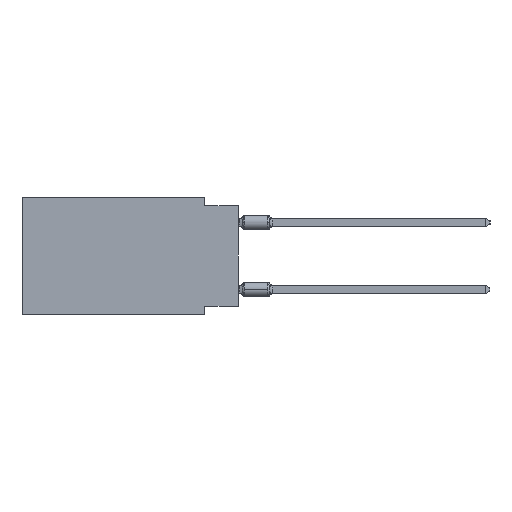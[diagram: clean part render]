
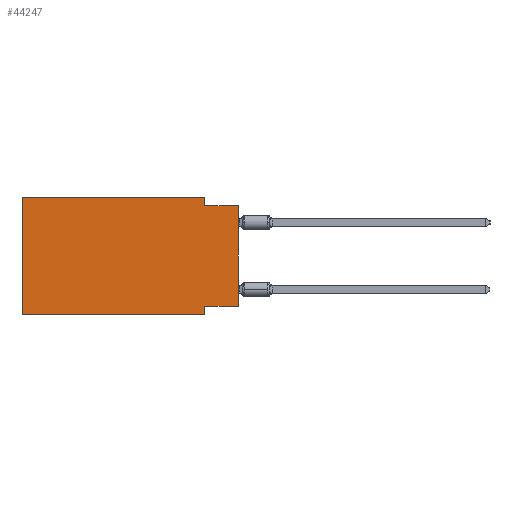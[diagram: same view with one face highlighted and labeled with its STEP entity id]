
A CAD part, left-side view. The second image highlights one B-rep face of the part: STEP entity #44247.
In plain terms, the highlighted planar face has unit normal (-1, 0, 0).
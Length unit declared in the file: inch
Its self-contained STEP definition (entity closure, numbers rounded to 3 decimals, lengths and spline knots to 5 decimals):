
#1141 = PLANE ( 'NONE',  #45852 ) ;
#1942 = CARTESIAN_POINT ( 'NONE',  ( 0., 0.645, 0. ) ) ;
#2077 = CARTESIAN_POINT ( 'NONE',  ( 0., 0.645, 0. ) ) ;
#4484 = EDGE_CURVE ( 'NONE', #19088, #22599, #28432, .T. ) ;
#4525 = VECTOR ( 'NONE', #32702, 39.37008 ) ;
#4694 = FACE_OUTER_BOUND ( 'NONE', #41001, .T. ) ;
#5175 = ORIENTED_EDGE ( 'NONE', *, *, #32786, .T. ) ;
#5296 = VERTEX_POINT ( 'NONE', #35765 ) ;
#5312 = DIRECTION ( 'NONE',  ( 0., -1., 0. ) ) ;
#5414 = EDGE_CURVE ( 'NONE', #48356, #16448, #36726, .T. ) ;
#6556 = DIRECTION ( 'NONE',  ( 0., 1., 0. ) ) ;
#7106 = VERTEX_POINT ( 'NONE', #35023 ) ;
#7746 = ORIENTED_EDGE ( 'NONE', *, *, #5414, .F. ) ;
#7893 = LINE ( 'NONE', #8147, #42544 ) ;
#8147 = CARTESIAN_POINT ( 'NONE',  ( 0., 0., 0. ) ) ;
#8177 = EDGE_CURVE ( 'NONE', #16448, #23807, #30000, .T. ) ;
#8375 = DIRECTION ( 'NONE',  ( 0., 0., 1. ) ) ;
#8741 = DIRECTION ( 'NONE',  ( 1., 0., 0. ) ) ;
#11836 = ORIENTED_EDGE ( 'NONE', *, *, #27201, .F. ) ;
#15835 = LINE ( 'NONE', #39628, #21525 ) ;
#16448 = VERTEX_POINT ( 'NONE', #19532 ) ;
#17045 = CARTESIAN_POINT ( 'NONE',  ( 0., 0.1, -0.35 ) ) ;
#17359 = DIRECTION ( 'NONE',  ( 0., -1., 0. ) ) ;
#18681 = CARTESIAN_POINT ( 'NONE',  ( 0., 0., -0.325 ) ) ;
#19088 = VERTEX_POINT ( 'NONE', #39788 ) ;
#19310 = ORIENTED_EDGE ( 'NONE', *, *, #4484, .F. ) ;
#19532 = CARTESIAN_POINT ( 'NONE',  ( 0., 0.645, 0. ) ) ;
#21250 = CARTESIAN_POINT ( 'NONE',  ( 0., 0.645, -0.35 ) ) ;
#21525 = VECTOR ( 'NONE', #27726, 39.37008 ) ;
#21745 = EDGE_CURVE ( 'NONE', #5296, #7106, #26765, .T. ) ;
#22497 = ORIENTED_EDGE ( 'NONE', *, *, #26119, .F. ) ;
#22599 = VERTEX_POINT ( 'NONE', #27338 ) ;
#22737 = EDGE_CURVE ( 'NONE', #48356, #32244, #39957, .T. ) ;
#23079 = VECTOR ( 'NONE', #5312, 39.37008 ) ;
#23438 = VECTOR ( 'NONE', #37472, 39.37008 ) ;
#23807 = VERTEX_POINT ( 'NONE', #42169 ) ;
#26119 = EDGE_CURVE ( 'NONE', #7106, #32244, #35523, .T. ) ;
#26765 = LINE ( 'NONE', #18681, #38250 ) ;
#27201 = EDGE_CURVE ( 'NONE', #23807, #19088, #15835, .T. ) ;
#27338 = CARTESIAN_POINT ( 'NONE',  ( 0., 0., -0.025 ) ) ;
#27726 = DIRECTION ( 'NONE',  ( 0., 0., -1. ) ) ;
#28432 = LINE ( 'NONE', #36511, #36186 ) ;
#28739 = CARTESIAN_POINT ( 'NONE',  ( 0., 0.645, -0.35 ) ) ;
#29971 = CARTESIAN_POINT ( 'NONE',  ( 0., 0.1, -0.35 ) ) ;
#30000 = LINE ( 'NONE', #1942, #38150 ) ;
#31461 = ORIENTED_EDGE ( 'NONE', *, *, #22737, .T. ) ;
#31751 = DIRECTION ( 'NONE',  ( 0., 0., -1. ) ) ;
#32244 = VERTEX_POINT ( 'NONE', #29971 ) ;
#32270 = CARTESIAN_POINT ( 'NONE',  ( 0., 0.645, 0. ) ) ;
#32477 = DIRECTION ( 'NONE',  ( 0., -1., 0. ) ) ;
#32702 = DIRECTION ( 'NONE',  ( 0., 0., -1. ) ) ;
#32786 = EDGE_CURVE ( 'NONE', #5296, #22599, #7893, .T. ) ;
#35023 = CARTESIAN_POINT ( 'NONE',  ( 0., 0.1, -0.325 ) ) ;
#35523 = LINE ( 'NONE', #17045, #4525 ) ;
#35765 = CARTESIAN_POINT ( 'NONE',  ( 0., 0., -0.325 ) ) ;
#36186 = VECTOR ( 'NONE', #32477, 39.37008 ) ;
#36511 = CARTESIAN_POINT ( 'NONE',  ( 0., 0., -0.025 ) ) ;
#36726 = LINE ( 'NONE', #2077, #23438 ) ;
#37472 = DIRECTION ( 'NONE',  ( 0., 0., 1. ) ) ;
#38150 = VECTOR ( 'NONE', #17359, 39.37008 ) ;
#38250 = VECTOR ( 'NONE', #6556, 39.37008 ) ;
#39628 = CARTESIAN_POINT ( 'NONE',  ( 0., 0.1, 0. ) ) ;
#39788 = CARTESIAN_POINT ( 'NONE',  ( 0., 0.1, -0.025 ) ) ;
#39957 = LINE ( 'NONE', #21250, #23079 ) ;
#41001 = EDGE_LOOP ( 'NONE', ( #5175, #19310, #11836, #46823, #7746, #31461, #22497, #47942 ) ) ;
#42169 = CARTESIAN_POINT ( 'NONE',  ( 0., 0.1, 0. ) ) ;
#42544 = VECTOR ( 'NONE', #8375, 39.37008 ) ;
#44247 = ADVANCED_FACE ( 'NONE', ( #4694 ), #1141, .F. ) ;
#45852 = AXIS2_PLACEMENT_3D ( 'NONE', #32270, #8741, #31751 ) ;
#46823 = ORIENTED_EDGE ( 'NONE', *, *, #8177, .F. ) ;
#47942 = ORIENTED_EDGE ( 'NONE', *, *, #21745, .F. ) ;
#48356 = VERTEX_POINT ( 'NONE', #28739 ) ;
